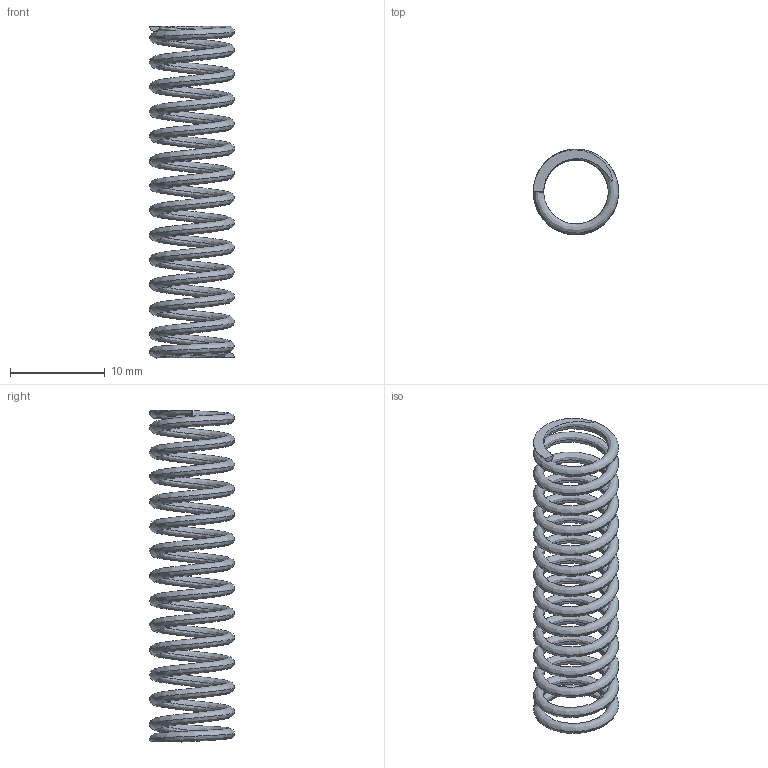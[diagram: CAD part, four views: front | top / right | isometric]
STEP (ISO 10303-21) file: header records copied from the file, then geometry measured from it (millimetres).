
FILE_DESCRIPTION(('STEP AP214'),'1');
FILE_NAME('cctmp_2DFABA1C-0E4F-4668-8516-5E0F833AC2C3_2023_6_30_12_48_55_436..stp','2023-06-30T10:48:55',('Gutekunst + Co.KG Federnfabriken'),('CADClick - www.CADClick.com'),'Spatial InterOp 3D',' ','unknown authorization');
FILE_SCHEMA(('AUTOMOTIVE_DESIGN'));
Length unit declared in the file: millimetre
Products named in the file (1): 2023_06_30__12-48-55-436
Bounding box: 9 x 9 x 35 mm (x, y, z)
Volume: 340.4 mm3; surface area: 1244.6 mm2
Topology: 1 solids, 1 shells, 6 faces, 12 edges, 8 vertices
Faces by surface type: plane 4, bspline 2
Entity records: 10818 total; most frequent: CARTESIAN_POINT 10625, DIRECTION 24, ORIENTED_EDGE 24, EDGE_CURVE 12, AXIS2_PLACEMENT_3D 11, VERTEX_POINT 8, STYLED_ITEM 7, PRESENTATION_STYLE_ASSIGNMENT 7
